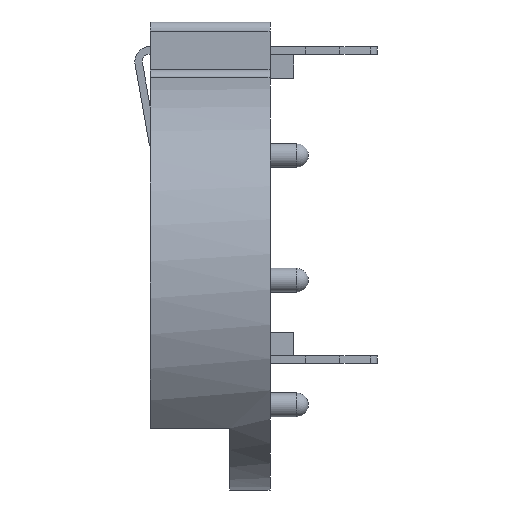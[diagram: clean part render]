
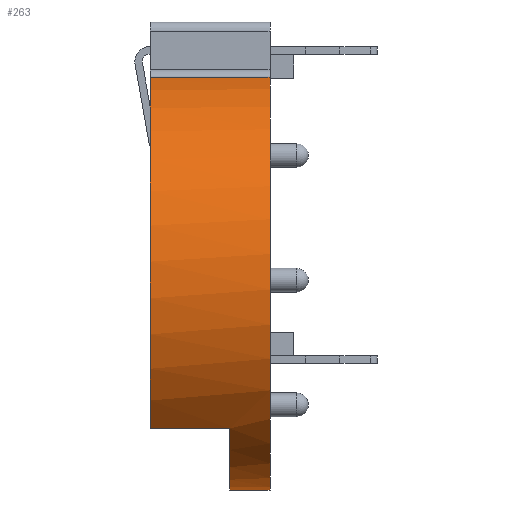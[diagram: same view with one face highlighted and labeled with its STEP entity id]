
A CAD part, left-side view. The second image highlights one B-rep face of the part: STEP entity #263.
In plain terms, the highlighted cylindrical face has radius 13.881 mm (diameter 27.762 mm), a partial arc.
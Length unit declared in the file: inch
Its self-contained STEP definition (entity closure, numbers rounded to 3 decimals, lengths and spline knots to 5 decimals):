
#54 = EDGE_LOOP ( 'NONE', ( #80, #309, #103, #229, #99, #58 ) ) ;
#55 = EDGE_CURVE ( 'NONE', #56, #111, #3204, .T. ) ;
#56 = VERTEX_POINT ( 'NONE', #3198 ) ;
#57 = VERTEX_POINT ( 'NONE', #3197 ) ;
#58 = ORIENTED_EDGE ( 'NONE', *, *, #59, .T. ) ;
#59 = EDGE_CURVE ( 'NONE', #57, #111, #3224, .T. ) ;
#80 = ORIENTED_EDGE ( 'NONE', *, *, #55, .F. ) ;
#93 = EDGE_CURVE ( 'NONE', #56, #97, #3318, .T. ) ;
#95 = EDGE_CURVE ( 'NONE', #97, #115, #3297, .T. ) ;
#97 = VERTEX_POINT ( 'NONE', #3288 ) ;
#99 = ORIENTED_EDGE ( 'NONE', *, *, #205, .F. ) ;
#103 = ORIENTED_EDGE ( 'NONE', *, *, #95, .T. ) ;
#109 = EDGE_CURVE ( 'NONE', #110, #115, #3286, .T. ) ;
#110 = VERTEX_POINT ( 'NONE', #3320 ) ;
#111 = VERTEX_POINT ( 'NONE', #3319 ) ;
#115 = VERTEX_POINT ( 'NONE', #3269 ) ;
#205 = EDGE_CURVE ( 'NONE', #57, #110, #3799, .T. ) ;
#229 = ORIENTED_EDGE ( 'NONE', *, *, #109, .F. ) ;
#263 = ADVANCED_FACE ( 'NONE', ( #3746 ), #3740, .T. ) ;
#309 = ORIENTED_EDGE ( 'NONE', *, *, #93, .T. ) ;
#3197 = CARTESIAN_POINT ( 'NONE',  ( -0.38643, 0.312, -0.38643 ) ) ;
#3198 = CARTESIAN_POINT ( 'NONE',  ( 0., 0.105, -0.5465 ) ) ;
#3199 = DIRECTION ( 'NONE',  ( 0., 0., 1. ) ) ;
#3200 = DIRECTION ( 'NONE',  ( 0., 1., 0. ) ) ;
#3201 = CARTESIAN_POINT ( 'NONE',  ( 0., 0.105, 0. ) ) ;
#3204 = CIRCLE ( 'NONE', #3247, 0.5465 ) ;
#3220 = DIRECTION ( 'NONE',  ( 0., -1., 0. ) ) ;
#3221 = VECTOR ( 'NONE', #3220, 39.37008 ) ;
#3222 = CARTESIAN_POINT ( 'NONE',  ( -0.38643, 0.312, -0.38643 ) ) ;
#3224 = LINE ( 'NONE', #3222, #3221 ) ;
#3247 = AXIS2_PLACEMENT_3D ( 'NONE', #3201, #3200, #3199 ) ;
#3269 = CARTESIAN_POINT ( 'NONE',  ( -0.13988, 0., 0.52829 ) ) ;
#3278 = DIRECTION ( 'NONE',  ( 0., -1., 0. ) ) ;
#3279 = VECTOR ( 'NONE', #3278, 39.37008 ) ;
#3285 = CARTESIAN_POINT ( 'NONE',  ( -0.13988, 0.312, 0.52829 ) ) ;
#3286 = LINE ( 'NONE', #3285, #3322 ) ;
#3288 = CARTESIAN_POINT ( 'NONE',  ( 0., 0., -0.5465 ) ) ;
#3295 = CARTESIAN_POINT ( 'NONE',  ( 0., 0., 0. ) ) ;
#3296 = AXIS2_PLACEMENT_3D ( 'NONE', #3295, #3315, #3314 ) ;
#3297 = CIRCLE ( 'NONE', #3296, 0.5465 ) ;
#3314 = DIRECTION ( 'NONE',  ( 0., 0., 1. ) ) ;
#3315 = DIRECTION ( 'NONE',  ( 0., 1., 0. ) ) ;
#3317 = CARTESIAN_POINT ( 'NONE',  ( 0., 0.312, -0.5465 ) ) ;
#3318 = LINE ( 'NONE', #3317, #3279 ) ;
#3319 = CARTESIAN_POINT ( 'NONE',  ( -0.38643, 0.105, -0.38643 ) ) ;
#3320 = CARTESIAN_POINT ( 'NONE',  ( -0.13988, 0.312, 0.52829 ) ) ;
#3321 = DIRECTION ( 'NONE',  ( 0., -1., 0. ) ) ;
#3322 = VECTOR ( 'NONE', #3321, 39.37008 ) ;
#3740 = CYLINDRICAL_SURFACE ( 'NONE', #3742, 0.5465 ) ;
#3741 = CARTESIAN_POINT ( 'NONE',  ( 0., 0.312, 0. ) ) ;
#3742 = AXIS2_PLACEMENT_3D ( 'NONE', #3741, #3812, #3811 ) ;
#3746 = FACE_OUTER_BOUND ( 'NONE', #54, .T. ) ;
#3797 = CARTESIAN_POINT ( 'NONE',  ( 0., 0.312, 0. ) ) ;
#3798 = AXIS2_PLACEMENT_3D ( 'NONE', #3797, #3845, #3844 ) ;
#3799 = CIRCLE ( 'NONE', #3798, 0.5465 ) ;
#3811 = DIRECTION ( 'NONE',  ( 0., 0., -1. ) ) ;
#3812 = DIRECTION ( 'NONE',  ( 0., -1., 0. ) ) ;
#3844 = DIRECTION ( 'NONE',  ( 0., 0., 1. ) ) ;
#3845 = DIRECTION ( 'NONE',  ( 0., 1., 0. ) ) ;
